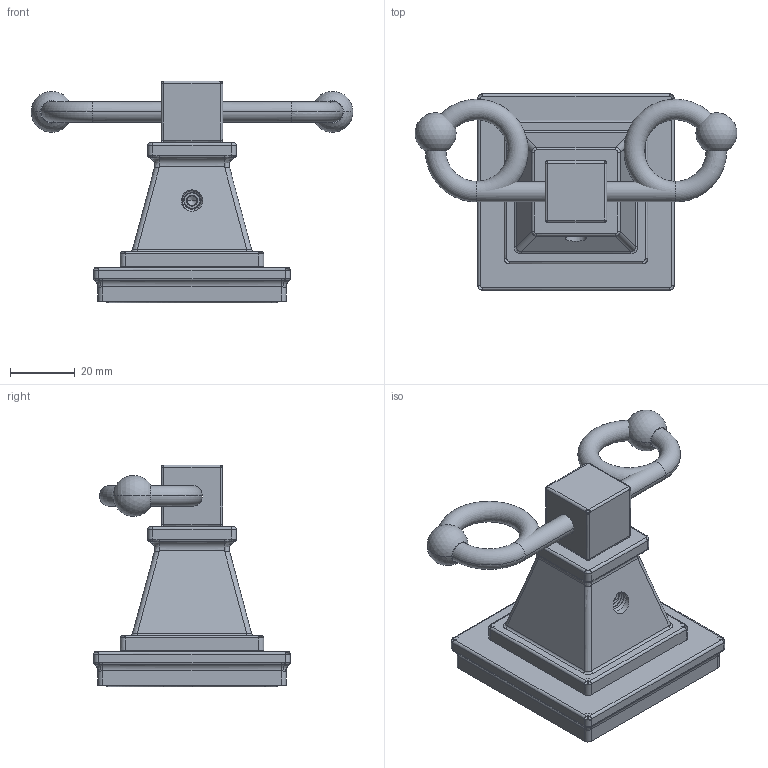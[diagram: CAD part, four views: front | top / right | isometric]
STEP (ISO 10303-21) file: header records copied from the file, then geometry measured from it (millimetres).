
FILE_DESCRIPTION((''),'2;1');
FILE_NAME('43-13','2016-11-15T',('vinay.hs'),(''),'PRO/ENGINEER BY PARAMETRIC TECHNOLOGY CORPORATION, 2014000','PRO/ENGINEER BY PARAMETRIC TECHNOLOGY CORPORATION, 2014000','');
FILE_SCHEMA(('CONFIG_CONTROL_DESIGN'));
Products named in the file (1): 43-13
Bounding box: 99.46 x 60.71 x 68.57 mm (x, y, z)
Surface area: 35111.6 mm2 (no closed solid volume)
Topology: 0 solids, 0 shells, 301 faces, 1680 edges, 1647 vertices
Faces by surface type: bspline 266, torus 23, sphere 12
Entity records: 44176 total; most frequent: CARTESIAN_POINT 29785, DIRECTION 2248, TRIMMED_CURVE 1871, DEFINITIONAL_REPRESENTATION 1612, PCURVE 1612, COMPOSITE_CURVE_SEGMENT 1612, VECTOR 1564, LINE 1564
